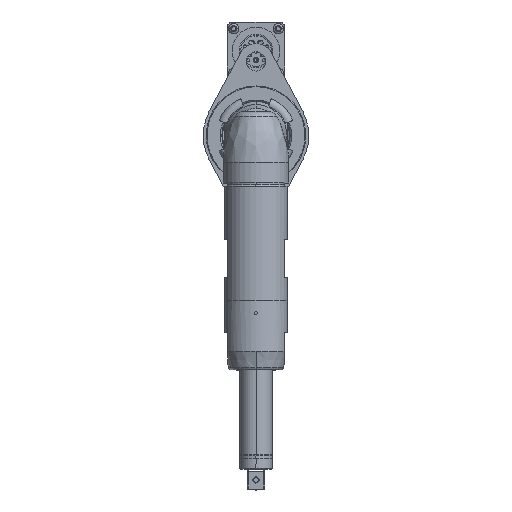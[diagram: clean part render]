
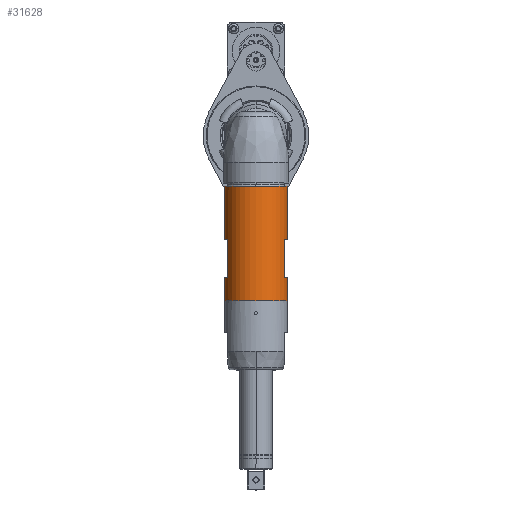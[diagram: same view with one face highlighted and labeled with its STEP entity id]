
A CAD part, top view. The second image highlights one B-rep face of the part: STEP entity #31628.
In plain terms, the highlighted cylindrical face has radius 16.954 mm (diameter 33.909 mm), a partial arc.
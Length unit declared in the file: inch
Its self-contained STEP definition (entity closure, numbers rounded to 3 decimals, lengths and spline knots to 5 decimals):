
#31379=DIRECTION('',(0.,-1.,0.));
#31380=VECTOR('',#31379,0.4795);
#31381=CARTESIAN_POINT('',(0.6675,-3.00225,11.103));
#31382=LINE('',#31381,#31380);
#31383=CARTESIAN_POINT('',(0.,-3.48175,11.103));
#31384=DIRECTION('',(0.,-1.,0.));
#31385=DIRECTION('',(1.,0.,0.));
#31386=AXIS2_PLACEMENT_3D('',#31383,#31384,#31385);
#31388=CARTESIAN_POINT('',(0.,-1.06875,11.103));
#31389=DIRECTION('',(0.,1.,0.));
#31390=DIRECTION('',(-1.,0.,0.));
#31391=AXIS2_PLACEMENT_3D('',#31388,#31389,#31390);
#31393=DIRECTION('',(0.,-1.,0.));
#31394=VECTOR('',#31393,1.1115);
#31395=CARTESIAN_POINT('',(0.6675,-1.06875,11.103));
#31396=LINE('',#31395,#31394);
#31402=DIRECTION('',(0.,-1.,0.));
#31403=VECTOR('',#31402,1.1115);
#31404=CARTESIAN_POINT('',(-0.6675,-1.06875,11.103));
#31405=LINE('',#31404,#31403);
#31406=DIRECTION('',(0.,-1.,0.));
#31407=VECTOR('',#31406,0.4795);
#31408=CARTESIAN_POINT('',(-0.6675,-3.00225,11.103));
#31409=LINE('',#31408,#31407);
#31463=CARTESIAN_POINT('',(0.6675,-3.00225,11.103));
#31464=CARTESIAN_POINT('',(0.6675,-3.00225,11.13053));
#31465=CARTESIAN_POINT('',(0.66411,-3.00134,
11.18471));
#31466=CARTESIAN_POINT('',(0.64956,-2.99744,
11.26349));
#31467=CARTESIAN_POINT('',(0.62579,-2.99107,
11.33983));
#31468=CARTESIAN_POINT('',(0.6037,-2.98515,
11.38909));
#31469=CARTESIAN_POINT('',(0.591,-2.98175,11.41328));
#31483=CARTESIAN_POINT('',(0.6675,-2.18025,11.103));
#31484=CARTESIAN_POINT('',(0.6675,-2.18025,11.13053));
#31485=CARTESIAN_POINT('',(0.66411,-2.18116,
11.18471));
#31486=CARTESIAN_POINT('',(0.64956,-2.18506,
11.26349));
#31487=CARTESIAN_POINT('',(0.62579,-2.19143,
11.33983));
#31488=CARTESIAN_POINT('',(0.6037,-2.19735,
11.38909));
#31489=CARTESIAN_POINT('',(0.591,-2.20075,11.41328));
#31499=DIRECTION('',(0.,-1.,0.));
#31500=VECTOR('',#31499,0.781);
#31501=CARTESIAN_POINT('',(0.591,-2.20075,11.41328));
#31502=LINE('',#31501,#31500);
#31511=DIRECTION('',(0.,-1.,0.));
#31512=VECTOR('',#31511,0.781);
#31513=CARTESIAN_POINT('',(-0.591,-2.20075,11.41328));
#31514=LINE('',#31513,#31512);
#31523=CARTESIAN_POINT('',(-0.591,-2.20075,11.41328));
#31524=CARTESIAN_POINT('',(-0.6037,-2.19735,
11.38909));
#31525=CARTESIAN_POINT('',(-0.62579,-2.19143,
11.33983));
#31526=CARTESIAN_POINT('',(-0.64956,-2.18506,
11.26349));
#31527=CARTESIAN_POINT('',(-0.66411,-2.18116,
11.18471));
#31528=CARTESIAN_POINT('',(-0.6675,-2.18025,11.13053));
#31529=CARTESIAN_POINT('',(-0.6675,-2.18025,11.103));
#31543=CARTESIAN_POINT('',(-0.591,-2.98175,11.41328));
#31544=CARTESIAN_POINT('',(-0.6037,-2.98515,
11.38909));
#31545=CARTESIAN_POINT('',(-0.62579,-2.99107,
11.33983));
#31546=CARTESIAN_POINT('',(-0.64956,-2.99744,
11.26349));
#31547=CARTESIAN_POINT('',(-0.66411,-3.00134,
11.18471));
#31548=CARTESIAN_POINT('',(-0.6675,-3.00225,11.13053));
#31549=CARTESIAN_POINT('',(-0.6675,-3.00225,11.103));
#31559=CARTESIAN_POINT('',(0.6675,-3.48175,11.103));
#31560=CARTESIAN_POINT('',(-0.6675,-3.48175,11.103));
#31561=VERTEX_POINT('',#31559);
#31562=VERTEX_POINT('',#31560);
#31563=CARTESIAN_POINT('',(-0.6675,-1.06875,11.103));
#31564=CARTESIAN_POINT('',(0.6675,-1.06875,11.103));
#31565=VERTEX_POINT('',#31563);
#31566=VERTEX_POINT('',#31564);
#31579=VERTEX_POINT('',#31483);
#31580=VERTEX_POINT('',#31489);
#31581=CARTESIAN_POINT('',(0.591,-2.98175,11.41328));
#31582=VERTEX_POINT('',#31581);
#31583=CARTESIAN_POINT('',(-0.591,-2.20075,11.41328));
#31584=CARTESIAN_POINT('',(-0.591,-2.98175,11.41328));
#31585=VERTEX_POINT('',#31583);
#31586=VERTEX_POINT('',#31584);
#31587=VERTEX_POINT('',#31529);
#31595=VERTEX_POINT('',#31463);
#31596=VERTEX_POINT('',#31549);
#31597=CARTESIAN_POINT('',(0.,-0.82875,11.103));
#31598=DIRECTION('',(0.,-1.,0.));
#31599=DIRECTION('',(1.,0.,0.));
#31600=AXIS2_PLACEMENT_3D('',#31597,#31598,#31599);
#31601=CYLINDRICAL_SURFACE('',#31600,0.6675);
#31603=ORIENTED_EDGE('',*,*,#31602,.T.);
#31605=ORIENTED_EDGE('',*,*,#31604,.T.);
#31607=ORIENTED_EDGE('',*,*,#31606,.F.);
#31609=ORIENTED_EDGE('',*,*,#31608,.T.);
#31611=ORIENTED_EDGE('',*,*,#31610,.T.);
#31613=ORIENTED_EDGE('',*,*,#31612,.F.);
#31615=ORIENTED_EDGE('',*,*,#31614,.F.);
#31617=ORIENTED_EDGE('',*,*,#31616,.F.);
#31619=ORIENTED_EDGE('',*,*,#31618,.T.);
#31621=ORIENTED_EDGE('',*,*,#31620,.F.);
#31623=ORIENTED_EDGE('',*,*,#31622,.T.);
#31625=ORIENTED_EDGE('',*,*,#31624,.T.);
#31626=EDGE_LOOP('',(#31603,#31605,#31607,#31609,#31611,#31613,#31615,#31617,
#31619,#31621,#31623,#31625));
#31627=FACE_OUTER_BOUND('',#31626,.F.);
#31628=ADVANCED_FACE('',(#31627),#31601,.T.);
#31387=CIRCLE('',#31386,0.6675);
#31392=CIRCLE('',#31391,0.6675);
#31470=B_SPLINE_CURVE_WITH_KNOTS('',3,(#31463,#31464,#31465,#31466,#31467,
#31468,#31469),.UNSPECIFIED.,.F.,.F.,(4,1,1,1,4),(0.,0.25,0.5,0.75,
1.),.UNSPECIFIED.);
#31490=B_SPLINE_CURVE_WITH_KNOTS('',3,(#31483,#31484,#31485,#31486,#31487,
#31488,#31489),.UNSPECIFIED.,.F.,.F.,(4,1,1,1,4),(0.,0.25,0.5,0.75,
1.),.UNSPECIFIED.);
#31530=B_SPLINE_CURVE_WITH_KNOTS('',3,(#31523,#31524,#31525,#31526,#31527,
#31528,#31529),.UNSPECIFIED.,.F.,.F.,(4,1,1,1,4),(0.,0.25,0.5,0.75,
1.),.UNSPECIFIED.);
#31550=B_SPLINE_CURVE_WITH_KNOTS('',3,(#31543,#31544,#31545,#31546,#31547,
#31548,#31549),.UNSPECIFIED.,.F.,.F.,(4,1,1,1,4),(0.,0.25,0.5,0.75,
1.),.UNSPECIFIED.);
#31602=EDGE_CURVE('',#31579,#31580,#31490,.T.);
#31604=EDGE_CURVE('',#31580,#31582,#31502,.T.);
#31606=EDGE_CURVE('',#31595,#31582,#31470,.T.);
#31608=EDGE_CURVE('',#31595,#31561,#31382,.T.);
#31610=EDGE_CURVE('',#31561,#31562,#31387,.T.);
#31612=EDGE_CURVE('',#31596,#31562,#31409,.T.);
#31614=EDGE_CURVE('',#31586,#31596,#31550,.T.);
#31616=EDGE_CURVE('',#31585,#31586,#31514,.T.);
#31618=EDGE_CURVE('',#31585,#31587,#31530,.T.);
#31620=EDGE_CURVE('',#31565,#31587,#31405,.T.);
#31622=EDGE_CURVE('',#31565,#31566,#31392,.T.);
#31624=EDGE_CURVE('',#31566,#31579,#31396,.T.);
